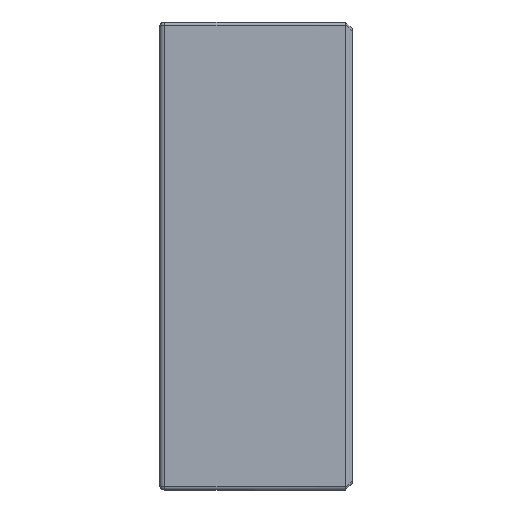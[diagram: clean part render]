
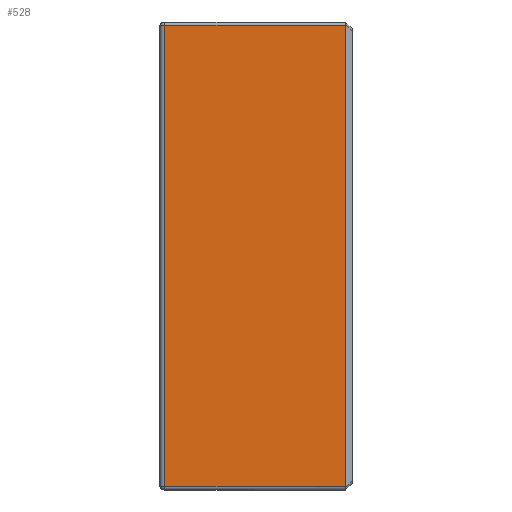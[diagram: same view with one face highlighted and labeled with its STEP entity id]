
A CAD part, left-side view. The second image highlights one B-rep face of the part: STEP entity #528.
In plain terms, the highlighted planar face has unit normal (-1, 0, 0).
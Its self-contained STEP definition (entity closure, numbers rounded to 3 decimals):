
#12 = LINE ( 'NONE', #403, #915 ) ;
#95 = CARTESIAN_POINT ( 'NONE',  ( -3.4, 2.625, -3.35 ) ) ;
#213 = LINE ( 'NONE', #261, #545 ) ;
#261 = CARTESIAN_POINT ( 'NONE',  ( -3.4, 0., -3.4 ) ) ;
#311 = CARTESIAN_POINT ( 'NONE',  ( -3.4, 0., -3.35 ) ) ;
#403 = CARTESIAN_POINT ( 'NONE',  ( -3.4, 0., -3.35 ) ) ;
#528 = ADVANCED_FACE ( 'NONE', ( #1037 ), #1769, .T. ) ;
#545 = VECTOR ( 'NONE', #587, 1000. ) ;
#587 = DIRECTION ( 'NONE',  ( 0., 0., 1. ) ) ;
#640 = AXIS2_PLACEMENT_3D ( 'NONE', #1603, #791, #1941 ) ;
#668 = CARTESIAN_POINT ( 'NONE',  ( -3.4, 0., 3.35 ) ) ;
#741 = ORIENTED_EDGE ( 'NONE', *, *, #1259, .T. ) ;
#765 = LINE ( 'NONE', #1230, #1301 ) ;
#791 = DIRECTION ( 'NONE',  ( -1., 0., 0. ) ) ;
#915 = VECTOR ( 'NONE', #1860, 1000. ) ;
#1037 = FACE_OUTER_BOUND ( 'NONE', #1354, .T. ) ;
#1100 = CARTESIAN_POINT ( 'NONE',  ( -3.4, 0., 3.35 ) ) ;
#1230 = CARTESIAN_POINT ( 'NONE',  ( -3.4, 2.625, -3.4 ) ) ;
#1259 = EDGE_CURVE ( 'NONE', #1643, #1468, #1465, .T. ) ;
#1301 = VECTOR ( 'NONE', #1890, 1000. ) ;
#1328 = ORIENTED_EDGE ( 'NONE', *, *, #1672, .T. ) ;
#1354 = EDGE_LOOP ( 'NONE', ( #741, #1384, #1328, #2079 ) ) ;
#1384 = ORIENTED_EDGE ( 'NONE', *, *, #1413, .T. ) ;
#1413 = EDGE_CURVE ( 'NONE', #1468, #1625, #765, .T. ) ;
#1465 = LINE ( 'NONE', #668, #1788 ) ;
#1468 = VERTEX_POINT ( 'NONE', #1755 ) ;
#1603 = CARTESIAN_POINT ( 'NONE',  ( -3.4, 0., -3.4 ) ) ;
#1625 = VERTEX_POINT ( 'NONE', #95 ) ;
#1643 = VERTEX_POINT ( 'NONE', #1100 ) ;
#1661 = DIRECTION ( 'NONE',  ( 0., 1., 0. ) ) ;
#1672 = EDGE_CURVE ( 'NONE', #1625, #2080, #12, .T. ) ;
#1755 = CARTESIAN_POINT ( 'NONE',  ( -3.4, 2.625, 3.35 ) ) ;
#1769 = PLANE ( 'NONE',  #640 ) ;
#1788 = VECTOR ( 'NONE', #1661, 1000. ) ;
#1847 = EDGE_CURVE ( 'NONE', #2080, #1643, #213, .T. ) ;
#1860 = DIRECTION ( 'NONE',  ( 0., -1., 0. ) ) ;
#1890 = DIRECTION ( 'NONE',  ( 0., 0., -1. ) ) ;
#1941 = DIRECTION ( 'NONE',  ( 0., 0., 1. ) ) ;
#2079 = ORIENTED_EDGE ( 'NONE', *, *, #1847, .T. ) ;
#2080 = VERTEX_POINT ( 'NONE', #311 ) ;
